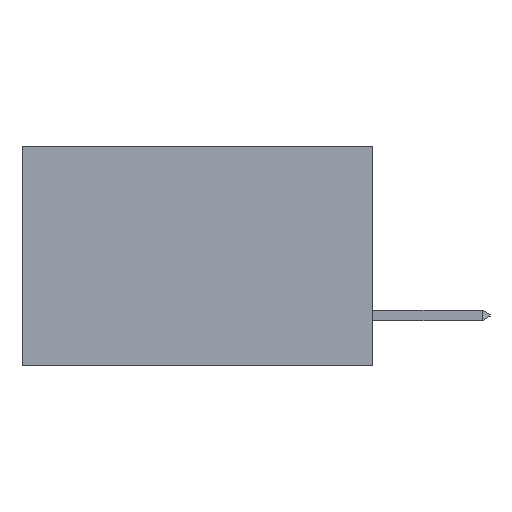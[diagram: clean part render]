
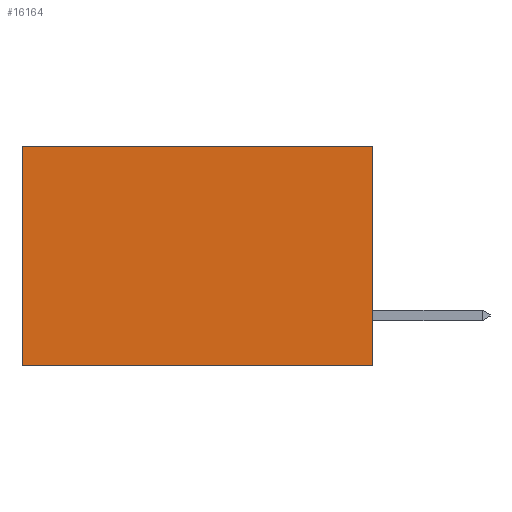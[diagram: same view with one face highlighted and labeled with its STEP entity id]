
A CAD part, left-side view. The second image highlights one B-rep face of the part: STEP entity #16164.
In plain terms, the highlighted planar face has unit normal (-1, 0, 0).
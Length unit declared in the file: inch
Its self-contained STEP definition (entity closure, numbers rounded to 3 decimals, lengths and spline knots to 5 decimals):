
#1650 = FACE_OUTER_BOUND ( 'NONE', #13352, .T. ) ;
#2580 = VECTOR ( 'NONE', #5389, 39.37008 ) ;
#3024 = VECTOR ( 'NONE', #20598, 39.37008 ) ;
#3269 = PLANE ( 'NONE',  #9201 ) ;
#3296 = EDGE_CURVE ( 'NONE', #13528, #8415, #16580, .T. ) ;
#4966 = DIRECTION ( 'NONE',  ( 1., 0., 0. ) ) ;
#5389 = DIRECTION ( 'NONE',  ( 0., 0., -1. ) ) ;
#5551 = ORIENTED_EDGE ( 'NONE', *, *, #14661, .F. ) ;
#6552 = VECTOR ( 'NONE', #16055, 39.37008 ) ;
#8415 = VERTEX_POINT ( 'NONE', #19446 ) ;
#9201 = AXIS2_PLACEMENT_3D ( 'NONE', #21773, #4966, #16866 ) ;
#10245 = EDGE_CURVE ( 'NONE', #20940, #13528, #15674, .T. ) ;
#10525 = LINE ( 'NONE', #17273, #2580 ) ;
#10741 = EDGE_CURVE ( 'NONE', #20940, #13461, #10525, .T. ) ;
#10951 = DIRECTION ( 'NONE',  ( 0., 1., 0. ) ) ;
#13352 = EDGE_LOOP ( 'NONE', ( #14123, #5551, #20099, #21135 ) ) ;
#13461 = VERTEX_POINT ( 'NONE', #18551 ) ;
#13528 = VERTEX_POINT ( 'NONE', #15435 ) ;
#13873 = VECTOR ( 'NONE', #10951, 39.37008 ) ;
#14123 = ORIENTED_EDGE ( 'NONE', *, *, #3296, .T. ) ;
#14386 = CARTESIAN_POINT ( 'NONE',  ( 0.277, 0., 0. ) ) ;
#14418 = LINE ( 'NONE', #19370, #13873 ) ;
#14661 = EDGE_CURVE ( 'NONE', #13461, #8415, #14418, .T. ) ;
#15435 = CARTESIAN_POINT ( 'NONE',  ( 0.277, 0.59, 0. ) ) ;
#15674 = LINE ( 'NONE', #14386, #6552 ) ;
#16055 = DIRECTION ( 'NONE',  ( 0., 1., 0. ) ) ;
#16164 = ADVANCED_FACE ( 'NONE', ( #1650 ), #3269, .F. ) ;
#16580 = LINE ( 'NONE', #21331, #3024 ) ;
#16866 = DIRECTION ( 'NONE',  ( 0., 0., -1. ) ) ;
#17273 = CARTESIAN_POINT ( 'NONE',  ( 0.277, 0., -0.37 ) ) ;
#18551 = CARTESIAN_POINT ( 'NONE',  ( 0.277, 0., -0.37 ) ) ;
#19370 = CARTESIAN_POINT ( 'NONE',  ( 0.277, 0., -0.37 ) ) ;
#19446 = CARTESIAN_POINT ( 'NONE',  ( 0.277, 0.59, -0.37 ) ) ;
#20099 = ORIENTED_EDGE ( 'NONE', *, *, #10741, .F. ) ;
#20598 = DIRECTION ( 'NONE',  ( 0., 0., -1. ) ) ;
#20830 = CARTESIAN_POINT ( 'NONE',  ( 0.277, 0., 0. ) ) ;
#20940 = VERTEX_POINT ( 'NONE', #20830 ) ;
#21135 = ORIENTED_EDGE ( 'NONE', *, *, #10245, .T. ) ;
#21331 = CARTESIAN_POINT ( 'NONE',  ( 0.277, 0.59, -0.37 ) ) ;
#21773 = CARTESIAN_POINT ( 'NONE',  ( 0.277, 0., -0.37 ) ) ;
